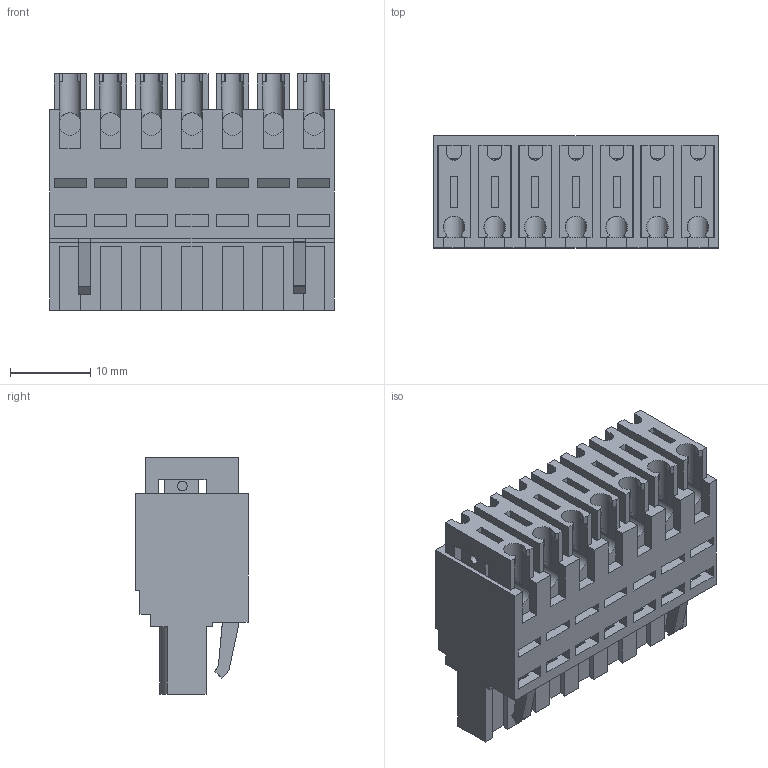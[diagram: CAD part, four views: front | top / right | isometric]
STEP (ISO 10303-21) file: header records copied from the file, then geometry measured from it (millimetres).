
FILE_DESCRIPTION( ( 'Unknown' ), '1' );
FILE_NAME( '691358710007.stp', 'Unknown', ( 'Unknown' ), ( 'Unknown' ), 'PSStep 18.0.17', 'Unknown', ' ' );
FILE_SCHEMA( ( 'AUTOMOTIVE_DESIGN { 1 0 10303 214 1 1 1 1 }' ) );
Length unit declared in the file: millimetre
Products named in the file (4): Assem1; 6913587100xx; 691(358710)(359740)0xx_Actuator; 691358710007
Assembly tree (15 placements, depth 2):
  Assem1
    6913587100xx  x7
    691(358710)(359740)0xx_Actuator  x7
    691358710007
Bounding box: 35.56 x 14 x 29.5 mm (x, y, z)
Volume: 6242.6 mm3; surface area: 16007.3 mm2
Topology: 8 solids, 15 shells, 2201 faces, 6297 edges, 4111 vertices
Faces by surface type: plane 1541, cylinder 597, bspline 28, torus 28, cone 7
Full cylindrical faces by diameter (mm): 1.2 x7, 1.5 x7, 2.9 x7
Entity records: 32465 total; most frequent: CARTESIAN_POINT 5691, ORIENTED_EDGE 4400, DIRECTION 3999, EDGE_CURVE 2200, LINE 1935, VECTOR 1935, VERTEX_POINT 1464, AXIS2_PLACEMENT_3D 1032
